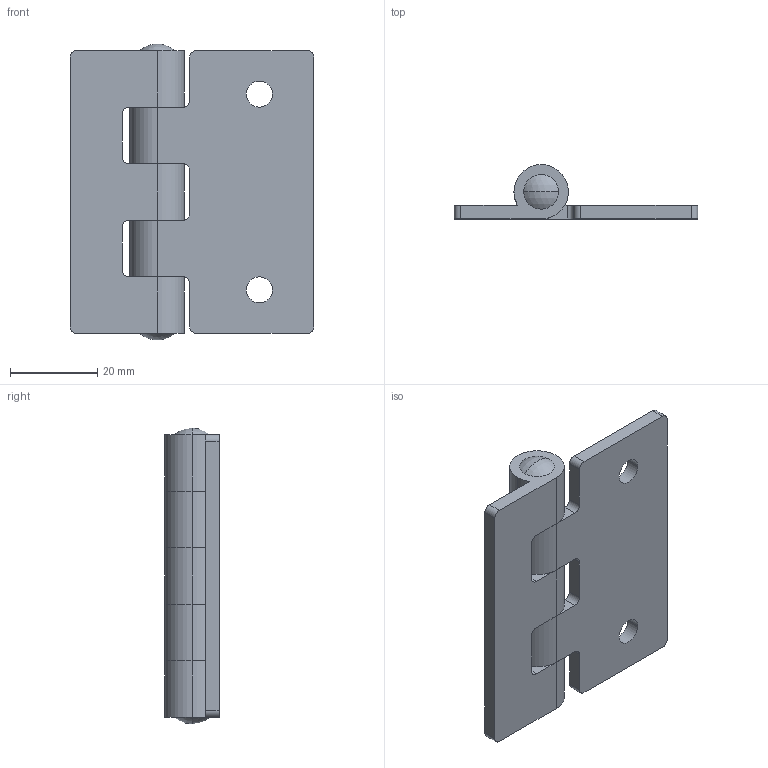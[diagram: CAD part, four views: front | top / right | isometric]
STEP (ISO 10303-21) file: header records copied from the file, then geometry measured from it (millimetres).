
FILE_DESCRIPTION (( 'STEP AP203' ), '1' );
FILE_NAME ('B-565.STEP', '2008-11-27T02:45:50', ( ' ' ), ( ' ' ), 'SwSTEP 2.0', 'SolidWorks 2007', '' );
FILE_SCHEMA (( 'CONFIG_CONTROL_DESIGN' ));
Length unit declared in the file: millimetre
Products named in the file (4): B-565僸儞僕A__棉太倌; B-565僸儞僕B__棉太倌; B-565僔儍僼僩__棉太倌; B-565
Assembly tree (3 placements, depth 2):
  B-565
    B-565僸儞僕B__棉太倌
    B-565僸儞僕A__棉太倌
    B-565僔儍僼僩__棉太倌
Bounding box: 56 x 12.5 x 68 mm (x, y, z)
Volume: 17056.2 mm3; surface area: 12599.8 mm2
Topology: 3 solids, 3 shells, 74 faces, 200 edges, 134 vertices
Faces by surface type: cylinder 45, plane 25, sphere 4
Entity records: 2820 total; most frequent: DIRECTION 458, CARTESIAN_POINT 414, ORIENTED_EDGE 400, EDGE_CURVE 200, AXIS2_PLACEMENT_3D 178, VERTEX_POINT 134, VECTOR 102, LINE 102
